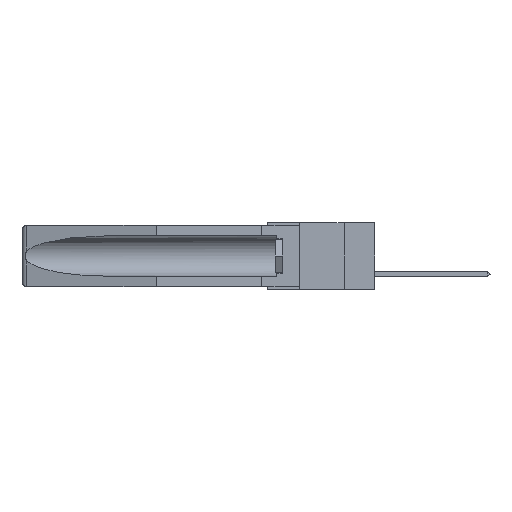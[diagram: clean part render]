
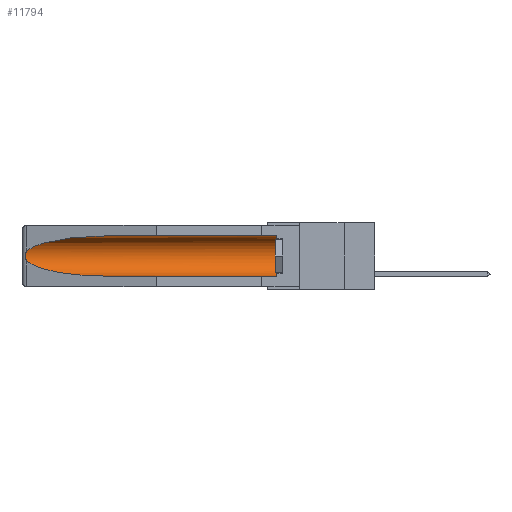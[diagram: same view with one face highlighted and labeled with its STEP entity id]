
A CAD part, left-side view. The second image highlights one B-rep face of the part: STEP entity #11794.
In plain terms, the highlighted cylindrical face has radius 2.857 mm (diameter 5.715 mm), a partial arc.
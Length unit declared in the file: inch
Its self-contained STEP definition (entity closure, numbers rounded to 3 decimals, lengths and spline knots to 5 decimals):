
#114 = CARTESIAN_POINT ( 'NONE',  ( 0.155, -0.30754, -0.284 ) ) ;
#217 = CARTESIAN_POINT ( 'NONE',  ( 0.155, 1.07973, -0.284 ) ) ;
#371 = VERTEX_POINT ( 'NONE', #217 ) ;
#941 = AXIS2_PLACEMENT_3D ( 'NONE', #11141, #9859, #5210 ) ;
#1090 = ORIENTED_EDGE ( 'NONE', *, *, #9891, .T. ) ;
#1276 = DIRECTION ( 'NONE',  ( 0., 0., 1. ) ) ;
#1694 = CARTESIAN_POINT ( 'NONE',  ( 0.26537, 1.52718, -0.19328 ) ) ;
#1804 = EDGE_CURVE ( 'NONE', #17173, #9242, #3335, .T. ) ;
#1949 = CARTESIAN_POINT ( 'NONE',  ( 0.25451, 1.48313, -0.09465 ) ) ;
#2571 = EDGE_CURVE ( 'NONE', #9256, #8704, #17080, .T. ) ;
#2824 = CARTESIAN_POINT ( 'NONE',  ( 0.26537, 1.52718, -0.19328 ) ) ;
#3090 = CARTESIAN_POINT ( 'NONE',  ( 0.21114, 1.30732, -0.284 ) ) ;
#3091 = CARTESIAN_POINT ( 'NONE',  ( 0.26655, 1.53094, -0.18657 ) ) ;
#3099 = CARTESIAN_POINT ( 'NONE',  ( 0.155, 1.07973, -0.059 ) ) ;
#3307 = EDGE_LOOP ( 'NONE', ( #13910, #1090, #10418, #14215, #17300, #5571 ) ) ;
#3335 = CIRCLE ( 'NONE', #14603, 0.1125 ) ;
#4547 = DIRECTION ( 'NONE',  ( 0., -1., 0. ) ) ;
#4571 = CARTESIAN_POINT ( 'NONE',  ( 0.2673, 1.5327, -0.16383 ) ) ;
#4638 = CARTESIAN_POINT ( 'NONE',  ( 0.26654, 1.53092, -0.15636 ) ) ;
#5210 = DIRECTION ( 'NONE',  ( 0., 0., 1. ) ) ;
#5571 = ORIENTED_EDGE ( 'NONE', *, *, #11100, .T. ) ;
#6097 = CARTESIAN_POINT ( 'NONE',  ( 0.26597, 1.5296, -0.19026 ) ) ;
#7380 = LINE ( 'NONE', #18573, #8323 ) ;
#7437 = CARTESIAN_POINT ( 'NONE',  ( 0.26597, 1.52961, -0.15275 ) ) ;
#8323 = VECTOR ( 'NONE', #15283, 39.37008 ) ;
#8704 = VERTEX_POINT ( 'NONE', #15529 ) ;
#9242 = VERTEX_POINT ( 'NONE', #10629 ) ;
#9256 = VERTEX_POINT ( 'NONE', #3099 ) ;
#9568 = CYLINDRICAL_SURFACE ( 'NONE', #941, 0.1125 ) ;
#9859 = DIRECTION ( 'NONE',  ( 0., 1., 0. ) ) ;
#9891 = EDGE_CURVE ( 'NONE', #8704, #14513, #17673, .T. ) ;
#10418 = ORIENTED_EDGE ( 'NONE', *, *, #13040, .T. ) ;
#10445 = LINE ( 'NONE', #114, #13097 ) ;
#10629 = CARTESIAN_POINT ( 'NONE',  ( 0.155, 0.126, -0.059 ) ) ;
#10695 = CARTESIAN_POINT ( 'NONE',  ( 0.155, 1.07973, -0.284 ) ) ;
#10766 = CARTESIAN_POINT ( 'NONE',  ( 0.26537, 1.52718, -0.14972 ) ) ;
#11100 = EDGE_CURVE ( 'NONE', #9242, #9256, #7380, .T. ) ;
#11141 = CARTESIAN_POINT ( 'NONE',  ( 0.155, -0.30754, -0.1715 ) ) ;
#11243 =( BOUNDED_CURVE ( )  B_SPLINE_CURVE ( 3, ( #1694, #15165, #3090, #10695 ),
 .UNSPECIFIED., .F., .F. ) 
 B_SPLINE_CURVE_WITH_KNOTS ( ( 4, 4 ),
 ( 0.1948, 1.5708 ),
 .UNSPECIFIED. ) 
 CURVE ( )  GEOMETRIC_REPRESENTATION_ITEM ( )  RATIONAL_B_SPLINE_CURVE ( ( 1., 0.848, 0.848, 1. ) ) 
 REPRESENTATION_ITEM ( '' )  );
#11794 = ADVANCED_FACE ( 'NONE', ( #15443 ), #9568, .F. ) ;
#12439 = CARTESIAN_POINT ( 'NONE',  ( 0.21114, 1.30732, -0.059 ) ) ;
#13040 = EDGE_CURVE ( 'NONE', #14513, #371, #11243, .T. ) ;
#13097 = VECTOR ( 'NONE', #19663, 39.37008 ) ;
#13910 = ORIENTED_EDGE ( 'NONE', *, *, #2571, .T. ) ;
#14058 = CARTESIAN_POINT ( 'NONE',  ( 0.155, 0.126, -0.284 ) ) ;
#14215 = ORIENTED_EDGE ( 'NONE', *, *, #18061, .F. ) ;
#14513 = VERTEX_POINT ( 'NONE', #15720 ) ;
#14603 = AXIS2_PLACEMENT_3D ( 'NONE', #15082, #4547, #1276 ) ;
#15082 = CARTESIAN_POINT ( 'NONE',  ( 0.155, 0.126, -0.1715 ) ) ;
#15165 = CARTESIAN_POINT ( 'NONE',  ( 0.25451, 1.48313, -0.24835 ) ) ;
#15233 = CARTESIAN_POINT ( 'NONE',  ( 0.2675, 1.53308, -0.17534 ) ) ;
#15283 = DIRECTION ( 'NONE',  ( 0., 1., 0. ) ) ;
#15443 = FACE_OUTER_BOUND ( 'NONE', #3307, .T. ) ;
#15529 = CARTESIAN_POINT ( 'NONE',  ( 0.26537, 1.52718, -0.14972 ) ) ;
#15547 = CARTESIAN_POINT ( 'NONE',  ( 0.155, 1.07973, -0.059 ) ) ;
#15686 = CARTESIAN_POINT ( 'NONE',  ( 0.26537, 1.52718, -0.14972 ) ) ;
#15720 = CARTESIAN_POINT ( 'NONE',  ( 0.26537, 1.52718, -0.19328 ) ) ;
#16683 = CARTESIAN_POINT ( 'NONE',  ( 0.2675, 1.53308, -0.16763 ) ) ;
#17080 =( BOUNDED_CURVE ( )  B_SPLINE_CURVE ( 3, ( #15547, #12439, #1949, #15686 ),
 .UNSPECIFIED., .F., .F. ) 
 B_SPLINE_CURVE_WITH_KNOTS ( ( 4, 4 ),
 ( 4.71239, 6.08839 ),
 .UNSPECIFIED. ) 
 CURVE ( )  GEOMETRIC_REPRESENTATION_ITEM ( )  RATIONAL_B_SPLINE_CURVE ( ( 1., 0.848, 0.848, 1. ) ) 
 REPRESENTATION_ITEM ( '' )  );
#17173 = VERTEX_POINT ( 'NONE', #14058 ) ;
#17300 = ORIENTED_EDGE ( 'NONE', *, *, #1804, .T. ) ;
#17673 = B_SPLINE_CURVE_WITH_KNOTS ( 'NONE', 3,
 ( #10766, #7437, #4638, #4571, #16683, #15233, #18070, #3091, #6097, #2824 ),
 .UNSPECIFIED., .F., .F.,
 ( 4, 2, 2, 2, 4 ),
 ( 0., 0.00029, 0.00058, 0.00087, 0.00117 ),
 .UNSPECIFIED. ) ;
#18061 = EDGE_CURVE ( 'NONE', #17173, #371, #10445, .T. ) ;
#18070 = CARTESIAN_POINT ( 'NONE',  ( 0.2673, 1.53269, -0.17917 ) ) ;
#18573 = CARTESIAN_POINT ( 'NONE',  ( 0.155, -0.30754, -0.059 ) ) ;
#19663 = DIRECTION ( 'NONE',  ( 0., 1., 0. ) ) ;
